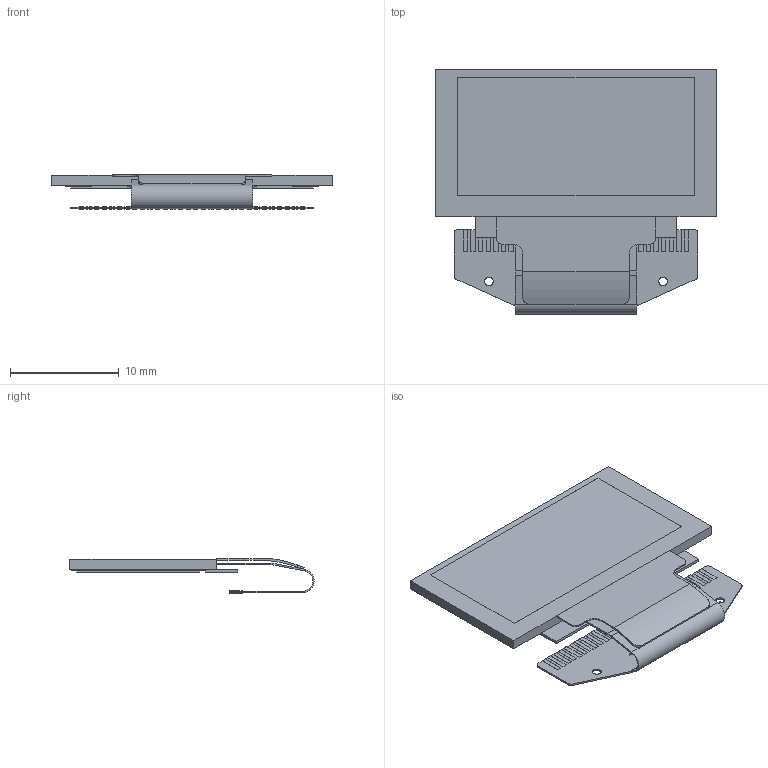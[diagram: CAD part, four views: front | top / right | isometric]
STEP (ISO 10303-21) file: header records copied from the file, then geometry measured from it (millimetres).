
FILE_DESCRIPTION(/* description */ ('Unknown'),/* implementation_level */ '2;1');
FILE_NAME(/* name */ '0.96 OLED - Flat Reverse',/* time_stamp */ '2019-04-30T16:32:09-04:00',/* author */ ('John Loeffler'),/* organization */ ('Unknown'),/* preprocessor_version */ 'ST-DEVELOPER v16.7',/* originating_system */ 'DEX',/* authorisation */ $);
FILE_SCHEMA (('AUTOMOTIVE_DESIGN {1 0 10303 214 3 1 1}'));
Length unit declared in the file: millimetre
Products named in the file (1): 0.96 OLED - Flat Reverse
Bounding box: 25.7 x 22.41 x 3.16 mm (x, y, z)
Volume: 456 mm3; surface area: 1603.2 mm2
Topology: 1 solids, 21 shells, 570 faces, 1442 edges, 918 vertices
Faces by surface type: plane 505, bspline 47, cylinder 18
Full cylindrical faces by diameter (mm): 0.8 x2
Entity records: 22503 total; most frequent: CARTESIAN_POINT 5570, ORIENTED_EDGE 2864, DIRECTION 2226, EDGE_CURVE 1432, LINE 1094, VECTOR 1094, VERTEX_POINT 916, EDGE_LOOP 600
